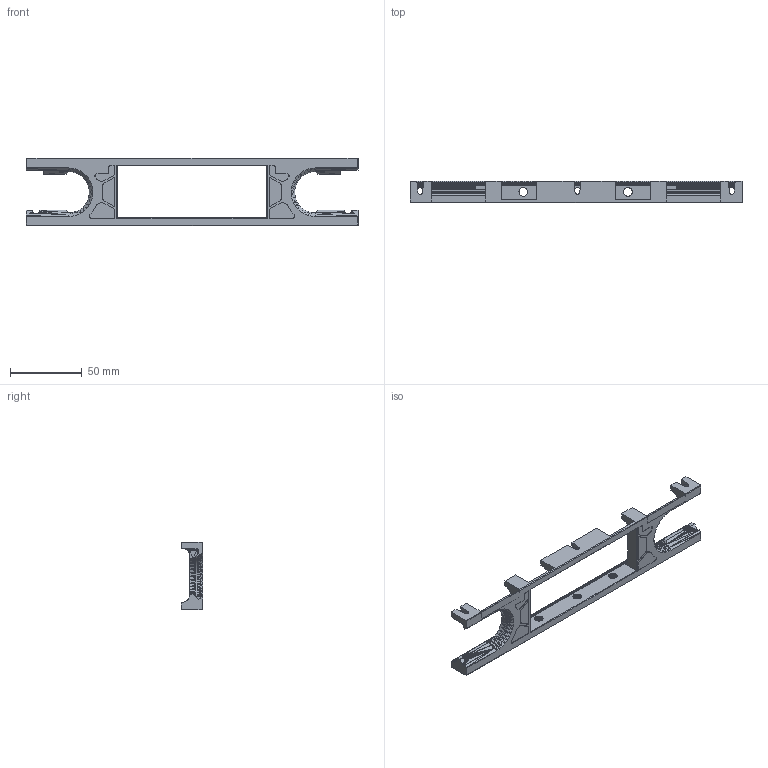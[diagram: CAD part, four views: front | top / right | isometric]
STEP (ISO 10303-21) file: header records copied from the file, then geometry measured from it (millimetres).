
FILE_DESCRIPTION(/* description */ (''),/* implementation_level */ '2;1');
FILE_NAME(/* name */ 'Front_Screen_180.step',/* time_stamp */ '2024-03-27T20:39:30-06:00',/* author */ (''),/* organization */ (''),/* preprocessor_version */ 'ST-DEVELOPER v20',/* originating_system */ 'Autodesk Translation Framework v12.20.1.177',/* authorisation */ '');
FILE_SCHEMA (('AUTOMOTIVE_DESIGN { 1 0 10303 214 3 1 1 }'));
Products named in the file (2): 180_Front_Screen; Inserts
Assembly tree (1 placements, depth 2):
  180_Front_Screen
    Inserts
Bounding box: 231.58 x 15 x 47 mm (x, y, z)
Volume: 40339.2 mm3; surface area: 25327.6 mm2
Topology: 7 solids, 7 shells, 3335 faces, 6396 edges, 3070 vertices
Faces by surface type: plane 3335
Entity records: 77711 total; most frequent: DIRECTION 13072, CARTESIAN_POINT 12804, ORIENTED_EDGE 12792, LINE 6396, VECTOR 6396, EDGE_CURVE 6396, EDGE_LOOP 3354, AXIS2_PLACEMENT_3D 3338
